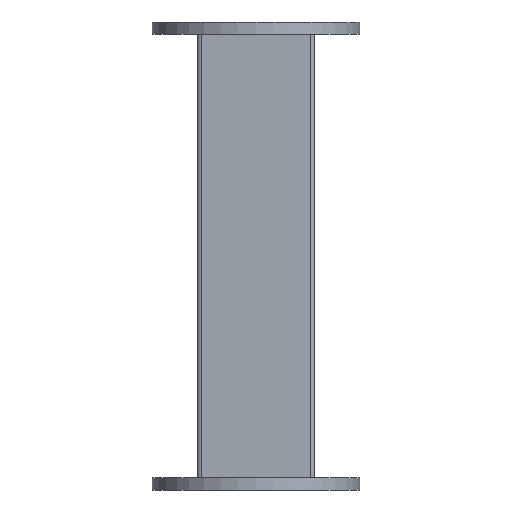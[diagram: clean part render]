
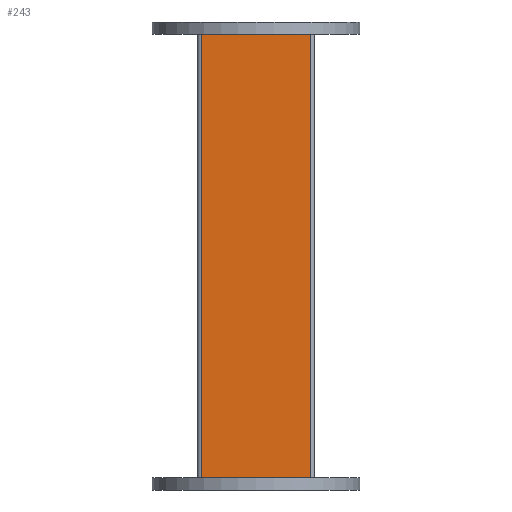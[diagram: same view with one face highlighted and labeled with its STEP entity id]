
A CAD part, front view. The second image highlights one B-rep face of the part: STEP entity #243.
In plain terms, the highlighted planar face has unit normal (0, -1, 0).
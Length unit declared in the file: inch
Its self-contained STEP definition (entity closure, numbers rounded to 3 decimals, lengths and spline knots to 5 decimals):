
#20 = CARTESIAN_POINT ( 'NONE',  ( 1.5, -0.75, -0.31496 ) ) ;
#152 = DIRECTION ( 'NONE',  ( -1., 0., 0. ) ) ;
#189 = PLANE ( 'NONE',  #840 ) ;
#193 = DIRECTION ( 'NONE',  ( 0., 0., -1. ) ) ;
#203 = CARTESIAN_POINT ( 'NONE',  ( -1.4, -0.75, -15.03914 ) ) ;
#243 = ADVANCED_FACE ( 'NONE', ( #1188 ), #189, .F. ) ;
#382 = EDGE_CURVE ( 'NONE', #1383, #1709, #615, .T. ) ;
#416 = ORIENTED_EDGE ( 'NONE', *, *, #1109, .T. ) ;
#442 = CARTESIAN_POINT ( 'NONE',  ( 1.4, -0.75, -15.03914 ) ) ;
#453 = DIRECTION ( 'NONE',  ( 0., 0., 1. ) ) ;
#469 = EDGE_CURVE ( 'NONE', #646, #1463, #1166, .T. ) ;
#511 = VECTOR ( 'NONE', #193, 39.37008 ) ;
#615 = LINE ( 'NONE', #203, #511 ) ;
#622 = CARTESIAN_POINT ( 'NONE',  ( -1.4, -0.75, -11.68504 ) ) ;
#626 = EDGE_LOOP ( 'NONE', ( #416, #1329, #1533, #1541 ) ) ;
#646 = VERTEX_POINT ( 'NONE', #1113 ) ;
#791 = CARTESIAN_POINT ( 'NONE',  ( -1.4, -0.75, -0.31496 ) ) ;
#840 = AXIS2_PLACEMENT_3D ( 'NONE', #1456, #899, #1181 ) ;
#856 = CARTESIAN_POINT ( 'NONE',  ( 1.5, -0.75, -11.68504 ) ) ;
#860 = EDGE_CURVE ( 'NONE', #646, #1709, #1802, .T. ) ;
#899 = DIRECTION ( 'NONE',  ( 0., 1., 0. ) ) ;
#1052 = VECTOR ( 'NONE', #453, 39.37008 ) ;
#1109 = EDGE_CURVE ( 'NONE', #1463, #1383, #1416, .T. ) ;
#1113 = CARTESIAN_POINT ( 'NONE',  ( 1.4, -0.75, -11.68504 ) ) ;
#1116 = CARTESIAN_POINT ( 'NONE',  ( 1.4, -0.75, -0.31496 ) ) ;
#1166 = LINE ( 'NONE', #442, #1052 ) ;
#1181 = DIRECTION ( 'NONE',  ( 0., 0., 1. ) ) ;
#1188 = FACE_OUTER_BOUND ( 'NONE', #626, .T. ) ;
#1273 = DIRECTION ( 'NONE',  ( -1., 0., 0. ) ) ;
#1329 = ORIENTED_EDGE ( 'NONE', *, *, #382, .T. ) ;
#1330 = VECTOR ( 'NONE', #152, 39.37008 ) ;
#1383 = VERTEX_POINT ( 'NONE', #791 ) ;
#1416 = LINE ( 'NONE', #20, #1330 ) ;
#1456 = CARTESIAN_POINT ( 'NONE',  ( 1.5, -0.75, -15.03914 ) ) ;
#1463 = VERTEX_POINT ( 'NONE', #1116 ) ;
#1533 = ORIENTED_EDGE ( 'NONE', *, *, #860, .F. ) ;
#1541 = ORIENTED_EDGE ( 'NONE', *, *, #469, .T. ) ;
#1665 = VECTOR ( 'NONE', #1273, 39.37008 ) ;
#1709 = VERTEX_POINT ( 'NONE', #622 ) ;
#1802 = LINE ( 'NONE', #856, #1665 ) ;
